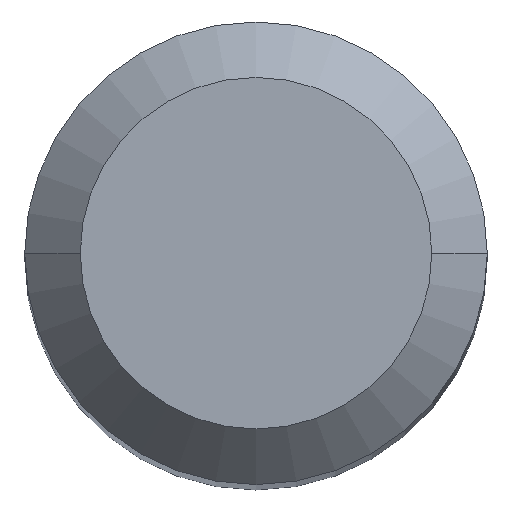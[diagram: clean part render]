
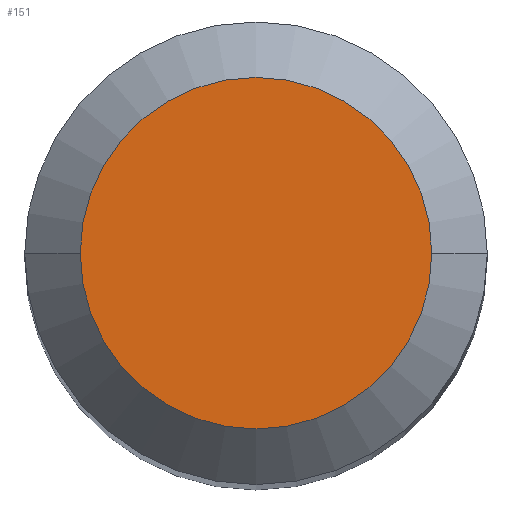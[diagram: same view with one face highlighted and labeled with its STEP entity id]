
A CAD part, top view. The second image highlights one B-rep face of the part: STEP entity #151.
In plain terms, the highlighted planar face has unit normal (0, 0, 1).
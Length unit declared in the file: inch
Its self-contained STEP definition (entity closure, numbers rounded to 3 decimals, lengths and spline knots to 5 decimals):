
#25 = DIRECTION ( 'NONE',  ( 1., 0., 0. ) ) ;
#37 = AXIS2_PLACEMENT_3D ( 'NONE', #102, #250, #458 ) ;
#50 = DIRECTION ( 'NONE',  ( -1., 0., 0. ) ) ;
#63 = PLANE ( 'NONE',  #229 ) ;
#102 = CARTESIAN_POINT ( 'NONE',  ( 0., 0., 0. ) ) ;
#141 = CIRCLE ( 'NONE', #175, 0.0475 ) ;
#148 = ORIENTED_EDGE ( 'NONE', *, *, #290, .T. ) ;
#151 = ADVANCED_FACE ( 'NONE', ( #380 ), #63, .F. ) ;
#175 = AXIS2_PLACEMENT_3D ( 'NONE', #348, #180, #25 ) ;
#180 = DIRECTION ( 'NONE',  ( 0., 0., 1. ) ) ;
#196 = DIRECTION ( 'NONE',  ( 0., 0., -1. ) ) ;
#229 = AXIS2_PLACEMENT_3D ( 'NONE', #317, #196, #50 ) ;
#250 = DIRECTION ( 'NONE',  ( 0., 0., 1. ) ) ;
#270 = CARTESIAN_POINT ( 'NONE',  ( 0.0475, 0., 0. ) ) ;
#290 = EDGE_CURVE ( 'NONE', #462, #424, #141, .T. ) ;
#298 = CIRCLE ( 'NONE', #37, 0.0475 ) ;
#317 = CARTESIAN_POINT ( 'NONE',  ( 0., 0.0475, 0. ) ) ;
#348 = CARTESIAN_POINT ( 'NONE',  ( 0., 0., 0. ) ) ;
#374 = EDGE_CURVE ( 'NONE', #424, #462, #298, .T. ) ;
#380 = FACE_OUTER_BOUND ( 'NONE', #418, .T. ) ;
#418 = EDGE_LOOP ( 'NONE', ( #431, #148 ) ) ;
#424 = VERTEX_POINT ( 'NONE', #447 ) ;
#431 = ORIENTED_EDGE ( 'NONE', *, *, #374, .T. ) ;
#447 = CARTESIAN_POINT ( 'NONE',  ( -0.0475, 0., 0. ) ) ;
#458 = DIRECTION ( 'NONE',  ( 1., 0., 0. ) ) ;
#462 = VERTEX_POINT ( 'NONE', #270 ) ;
